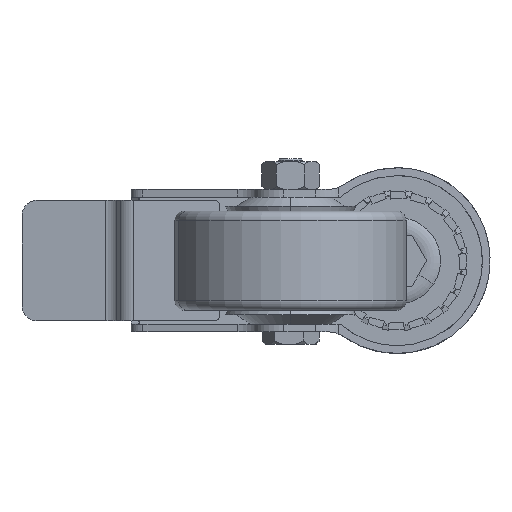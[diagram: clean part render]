
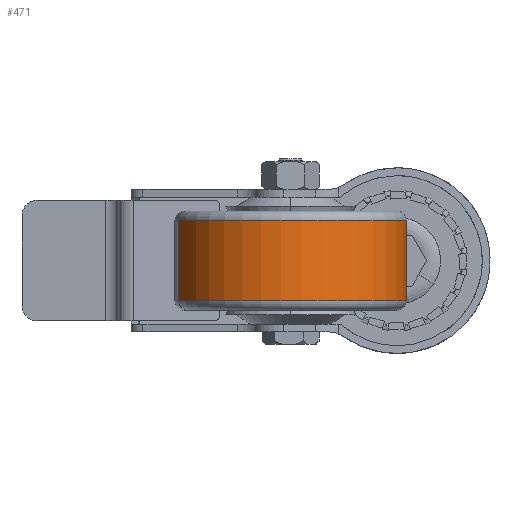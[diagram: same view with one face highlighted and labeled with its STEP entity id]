
A CAD part, front view. The second image highlights one B-rep face of the part: STEP entity #471.
In plain terms, the highlighted cylindrical face has radius 37.5 mm (diameter 75 mm), a partial arc.
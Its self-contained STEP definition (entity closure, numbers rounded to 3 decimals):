
#99 = CARTESIAN_POINT ( 'NONE',  ( 37.5, 0., -13. ) ) ;
#471 = ADVANCED_FACE ( 'NONE', ( #10613 ), #1593, .T. ) ;
#538 = LINE ( 'NONE', #11762, #1395 ) ;
#1395 = VECTOR ( 'NONE', #2605, 1000. ) ;
#1487 = ORIENTED_EDGE ( 'NONE', *, *, #5193, .T. ) ;
#1593 = CYLINDRICAL_SURFACE ( 'NONE', #7534, 37.5 ) ;
#2180 = EDGE_LOOP ( 'NONE', ( #1487, #11651, #10545, #7111 ) ) ;
#2526 = CARTESIAN_POINT ( 'NONE',  ( 0., 0., 16. ) ) ;
#2605 = DIRECTION ( 'NONE',  ( 0., 0., -1. ) ) ;
#4307 = LINE ( 'NONE', #10526, #5267 ) ;
#4708 = DIRECTION ( 'NONE',  ( 0., 0., -1. ) ) ;
#5117 = VERTEX_POINT ( 'NONE', #11655 ) ;
#5154 = CIRCLE ( 'NONE', #6642, 37.5 ) ;
#5193 = EDGE_CURVE ( 'NONE', #7807, #10419, #11540, .T. ) ;
#5267 = VECTOR ( 'NONE', #10403, 1000. ) ;
#5710 = DIRECTION ( 'NONE',  ( 0., 0., 1. ) ) ;
#6642 = AXIS2_PLACEMENT_3D ( 'NONE', #8983, #5710, #6830 ) ;
#6830 = DIRECTION ( 'NONE',  ( 1., 0., 0. ) ) ;
#7111 = ORIENTED_EDGE ( 'NONE', *, *, #12008, .F. ) ;
#7534 = AXIS2_PLACEMENT_3D ( 'NONE', #2526, #9741, #8741 ) ;
#7807 = VERTEX_POINT ( 'NONE', #11600 ) ;
#8741 = DIRECTION ( 'NONE',  ( -1., 0., 0. ) ) ;
#8778 = VERTEX_POINT ( 'NONE', #99 ) ;
#8983 = CARTESIAN_POINT ( 'NONE',  ( 0., 0., -13. ) ) ;
#9630 = AXIS2_PLACEMENT_3D ( 'NONE', #10793, #4708, #10987 ) ;
#9703 = CARTESIAN_POINT ( 'NONE',  ( 37.5, 0., 13. ) ) ;
#9741 = DIRECTION ( 'NONE',  ( 0., 0., -1. ) ) ;
#10197 = EDGE_CURVE ( 'NONE', #8778, #5117, #5154, .T. ) ;
#10403 = DIRECTION ( 'NONE',  ( 0., 0., -1. ) ) ;
#10419 = VERTEX_POINT ( 'NONE', #9703 ) ;
#10526 = CARTESIAN_POINT ( 'NONE',  ( 37.5, 0., 16. ) ) ;
#10545 = ORIENTED_EDGE ( 'NONE', *, *, #10197, .T. ) ;
#10613 = FACE_OUTER_BOUND ( 'NONE', #2180, .T. ) ;
#10793 = CARTESIAN_POINT ( 'NONE',  ( 0., 0., 13. ) ) ;
#10987 = DIRECTION ( 'NONE',  ( 1., 0., 0. ) ) ;
#11540 = CIRCLE ( 'NONE', #9630, 37.5 ) ;
#11600 = CARTESIAN_POINT ( 'NONE',  ( -37.5, 0., 13. ) ) ;
#11651 = ORIENTED_EDGE ( 'NONE', *, *, #11699, .T. ) ;
#11655 = CARTESIAN_POINT ( 'NONE',  ( -37.5, 0., -13. ) ) ;
#11699 = EDGE_CURVE ( 'NONE', #10419, #8778, #4307, .T. ) ;
#11762 = CARTESIAN_POINT ( 'NONE',  ( -37.5, 0., 16. ) ) ;
#12008 = EDGE_CURVE ( 'NONE', #7807, #5117, #538, .T. ) ;
